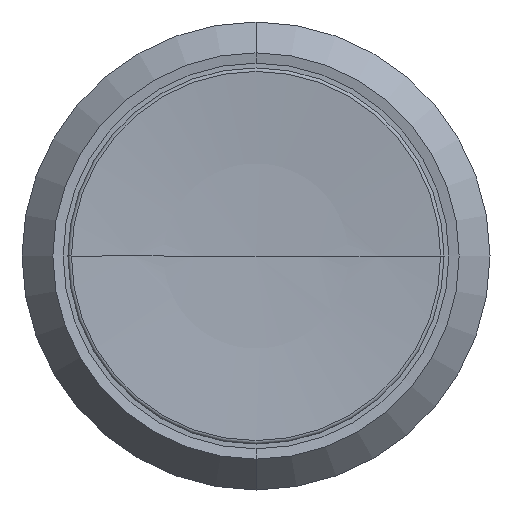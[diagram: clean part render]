
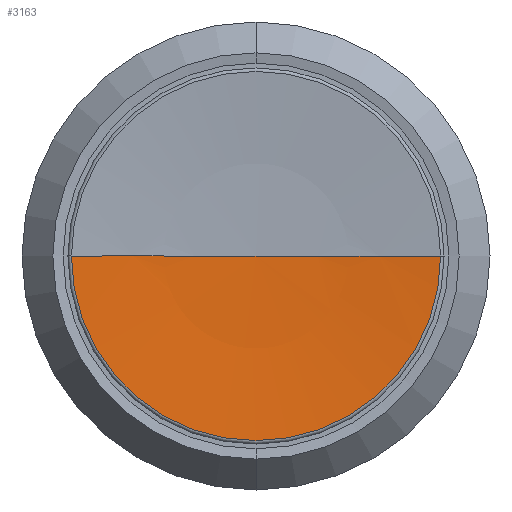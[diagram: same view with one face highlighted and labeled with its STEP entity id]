
A CAD part, front view. The second image highlights one B-rep face of the part: STEP entity #3163.
In plain terms, the highlighted spherical face has radius 120 mm.
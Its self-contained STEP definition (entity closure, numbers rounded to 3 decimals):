
#1667=VERTEX_POINT('',#4105);
#1801=EDGE_CURVE('',#1841,#1971,#4255,.T.);
#1841=VERTEX_POINT('',#4299);
#1971=VERTEX_POINT('',#4440);
#2527=EDGE_CURVE('',#1841,#1667,#5041,.T.);
#2863=EDGE_CURVE('',#1667,#1971,#5412,.T.);
#3163=ADVANCED_FACE('',(#5749),#5750,.F.);
#4105=CARTESIAN_POINT('',(0.0,-10.413,0.0));
#4255=CIRCLE('',#7539,11.631);
#4299=CARTESIAN_POINT('',(-11.631,-10.978,0.0));
#4440=CARTESIAN_POINT('',(11.631,-10.978,0.));
#5041=CIRCLE('',#9046,120.);
#5412=CIRCLE('',#9702,120.);
#5749=FACE_OUTER_BOUND('',#10254,.T.);
#5750=SPHERICAL_SURFACE('',#10255,120.);
#7539=AXIS2_PLACEMENT_3D('',#12087,#12088,#12089);
#9046=AXIS2_PLACEMENT_3D('',#12932,#12933,#12934);
#9702=AXIS2_PLACEMENT_3D('',#13346,#13347,#13348);
#10254=EDGE_LOOP('',(#13816,#13817,#13818));
#10255=AXIS2_PLACEMENT_3D('',#13819,#13820,#13821);
#12087=CARTESIAN_POINT('',(0.0,-10.978,0.0));
#12088=DIRECTION('',(0.0,-1.0,0.0));
#12089=DIRECTION('',(-1.0,0.0,0.0));
#12932=CARTESIAN_POINT('',(0.0,-130.413,0.0));
#12933=DIRECTION('',(0.,0.0,-1.0));
#12934=DIRECTION('',(0.0,1.0,0.0));
#13346=CARTESIAN_POINT('',(0.0,-130.413,0.0));
#13347=DIRECTION('',(0.,0.0,-1.0));
#13348=DIRECTION('',(0.0,1.0,0.0));
#13816=ORIENTED_EDGE('',*,*,#2527,.F.);
#13817=ORIENTED_EDGE('',*,*,#1801,.T.);
#13818=ORIENTED_EDGE('',*,*,#2863,.F.);
#13819=CARTESIAN_POINT('',(0.0,-130.413,0.0));
#13820=DIRECTION('',(0.0,-1.0,0.0));
#13821=DIRECTION('',(1.0,0.0,0.0));
